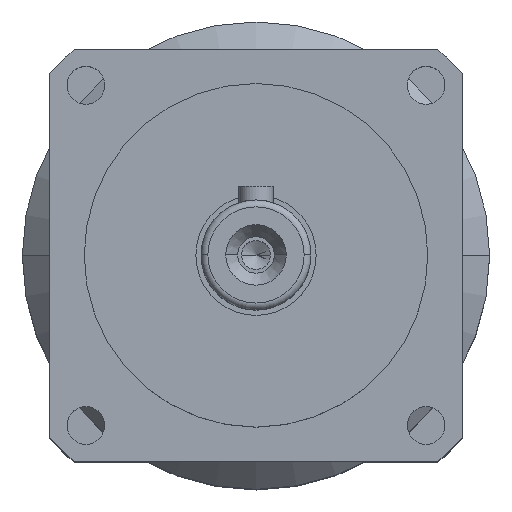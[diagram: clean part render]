
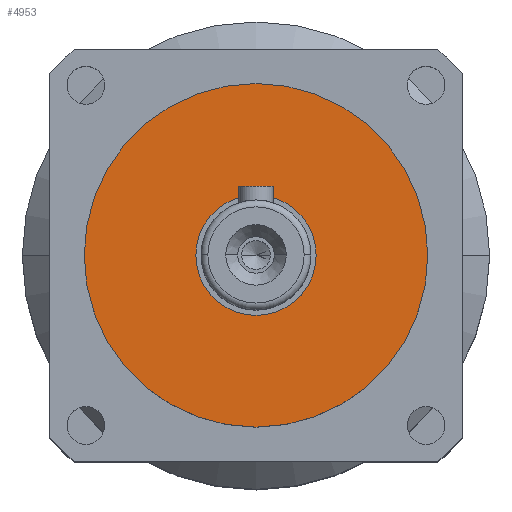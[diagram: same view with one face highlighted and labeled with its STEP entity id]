
A CAD part, top view. The second image highlights one B-rep face of the part: STEP entity #4953.
In plain terms, the highlighted planar face has unit normal (0, 0, 1).
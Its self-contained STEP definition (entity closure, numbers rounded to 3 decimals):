
#221 = ORIENTED_EDGE ( 'NONE', *, *, #6817, .T. ) ;
#257 = FACE_BOUND ( 'NONE', #7686, .T. ) ;
#488 = VERTEX_POINT ( 'NONE', #2663 ) ;
#821 = ORIENTED_EDGE ( 'NONE', *, *, #3691, .F. ) ;
#935 = EDGE_CURVE ( 'NONE', #4061, #4632, #7129, .T. ) ;
#1033 = DIRECTION ( 'NONE',  ( 0., 0., 1. ) ) ;
#1205 = CARTESIAN_POINT ( 'NONE',  ( 0., 0., 46.5 ) ) ;
#1711 = CIRCLE ( 'NONE', #2909, 8.75 ) ;
#1714 = CIRCLE ( 'NONE', #3657, 8.75 ) ;
#1811 = DIRECTION ( 'NONE',  ( 1., 0., 0. ) ) ;
#2001 = ORIENTED_EDGE ( 'NONE', *, *, #935, .T. ) ;
#2055 = ORIENTED_EDGE ( 'NONE', *, *, #2980, .F. ) ;
#2340 = CIRCLE ( 'NONE', #2606, 25. ) ;
#2417 = CARTESIAN_POINT ( 'NONE',  ( 0., 0., 46.5 ) ) ;
#2461 = CARTESIAN_POINT ( 'NONE',  ( 8.75, 0., 46.5 ) ) ;
#2606 = AXIS2_PLACEMENT_3D ( 'NONE', #4593, #1033, #5206 ) ;
#2663 = CARTESIAN_POINT ( 'NONE',  ( -8.75, 0., 46.5 ) ) ;
#2685 = CARTESIAN_POINT ( 'NONE',  ( 25., 0., 46.5 ) ) ;
#2909 = AXIS2_PLACEMENT_3D ( 'NONE', #6440, #6436, #3709 ) ;
#2980 = EDGE_CURVE ( 'NONE', #3786, #488, #1711, .T. ) ;
#3010 = PLANE ( 'NONE',  #7041 ) ;
#3349 = FACE_OUTER_BOUND ( 'NONE', #4894, .T. ) ;
#3609 = DIRECTION ( 'NONE',  ( 1., 0., 0. ) ) ;
#3657 = AXIS2_PLACEMENT_3D ( 'NONE', #1205, #5389, #1811 ) ;
#3691 = EDGE_CURVE ( 'NONE', #488, #3786, #1714, .T. ) ;
#3709 = DIRECTION ( 'NONE',  ( 1., 0., 0. ) ) ;
#3786 = VERTEX_POINT ( 'NONE', #2461 ) ;
#4061 = VERTEX_POINT ( 'NONE', #7615 ) ;
#4183 = DIRECTION ( 'NONE',  ( 0., 0., 1. ) ) ;
#4470 = CARTESIAN_POINT ( 'NONE',  ( 0., 0., 46.5 ) ) ;
#4593 = CARTESIAN_POINT ( 'NONE',  ( 0., 0., 46.5 ) ) ;
#4615 = DIRECTION ( 'NONE',  ( 1., 0., 0. ) ) ;
#4632 = VERTEX_POINT ( 'NONE', #2685 ) ;
#4733 = AXIS2_PLACEMENT_3D ( 'NONE', #4470, #4931, #4615 ) ;
#4894 = EDGE_LOOP ( 'NONE', ( #2001, #221 ) ) ;
#4931 = DIRECTION ( 'NONE',  ( 0., 0., 1. ) ) ;
#4953 = ADVANCED_FACE ( 'NONE', ( #257, #3349 ), #3010, .T. ) ;
#5206 = DIRECTION ( 'NONE',  ( 1., 0., 0. ) ) ;
#5389 = DIRECTION ( 'NONE',  ( 0., 0., 1. ) ) ;
#6436 = DIRECTION ( 'NONE',  ( 0., 0., 1. ) ) ;
#6440 = CARTESIAN_POINT ( 'NONE',  ( 0., 0., 46.5 ) ) ;
#6817 = EDGE_CURVE ( 'NONE', #4632, #4061, #2340, .T. ) ;
#7041 = AXIS2_PLACEMENT_3D ( 'NONE', #2417, #4183, #3609 ) ;
#7129 = CIRCLE ( 'NONE', #4733, 25. ) ;
#7615 = CARTESIAN_POINT ( 'NONE',  ( -25., 0., 46.5 ) ) ;
#7686 = EDGE_LOOP ( 'NONE', ( #821, #2055 ) ) ;
